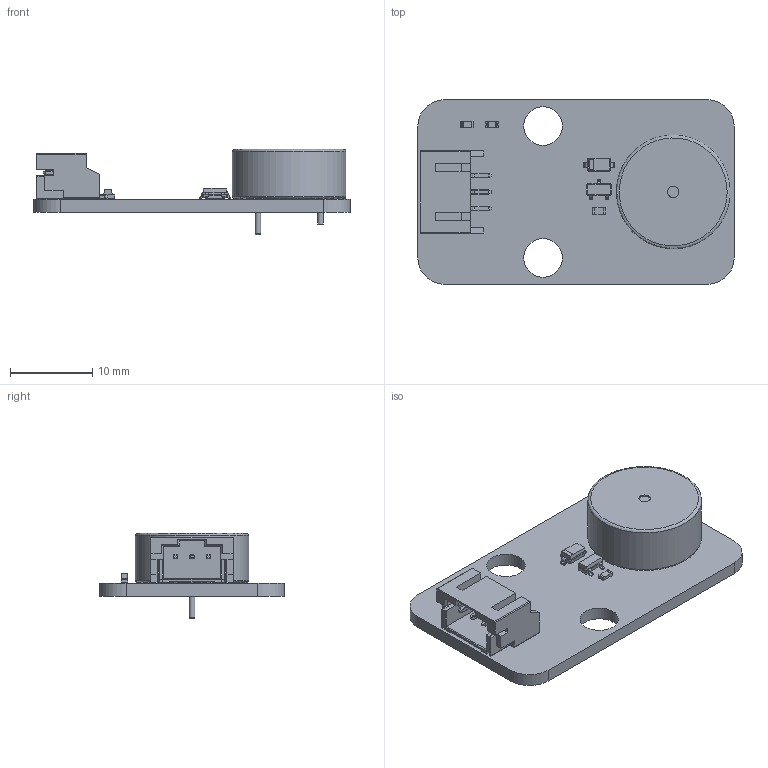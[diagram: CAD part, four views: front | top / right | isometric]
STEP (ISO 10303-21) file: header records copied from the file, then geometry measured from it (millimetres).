
FILE_DESCRIPTION(('KiCad electronic assembly'),'2;1');
FILE_NAME('Buzzer_Module.step','2025-07-16T10:22:29',('Pcbnew'),('Kicad' ),'Open CASCADE STEP processor 7.8','KiCad to STEP converter', 'Unknown');
FILE_SCHEMA(('AUTOMOTIVE_DESIGN { 1 0 10303 214 1 1 1 1 }'));
Length unit declared in the file: millimetre
Products named in the file (14): Buzzer_Module 1; User Library-PH2_0-3PWB; User Library-PH2.0-3PWB; Indicator_PUI_AI-1440-TWT-24V-2-R; Indicator_PUI_AI_1440_TWT_24V_2_R; SOT-23; SOT_23; LED_0603_1608Metric_Castellated; R_0603_1608Metric; D_SOD-123; D_SOD_123; _autosave-Buzzer_Module_PCB
Assembly tree (16 placements, depth 3):
  Buzzer_Module 1
    User Library-PH2_0-3PWB
      User Library-PH2.0-3PWB
    Indicator_PUI_AI-1440-TWT-24V-2-R
      Indicator_PUI_AI_1440_TWT_24V_2_R
    SOT-23  x2
      SOT_23
    LED_0603_1608Metric_Castellated  x2
      LED_0603_1608Metric_Castellated
    R_0603_1608Metric  x2
      R_0603_1608Metric
    D_SOD-123
      D_SOD_123
    _autosave-Buzzer_Module_PCB
Bounding box: 38.4 x 22.4 x 10.4 mm (x, y, z)
Volume: 2391.2 mm3; surface area: 3069.3 mm2
Topology: 15 solids, 15 shells, 996 faces, 2570 edges, 1638 vertices
Faces by surface type: plane 629, cylinder 179, bspline 160, torus 24, sphere 4
Full cylindrical faces by diameter (mm): 0.85 x2, 4.7 x2
Entity records: 27962 total; most frequent: CARTESIAN_POINT 6271, ORIENTED_EDGE 4434, DIRECTION 3573, EDGE_CURVE 2217, LINE 1669, VECTOR 1669, VERTEX_POINT 1422, AXIS2_PLACEMENT_3D 952
